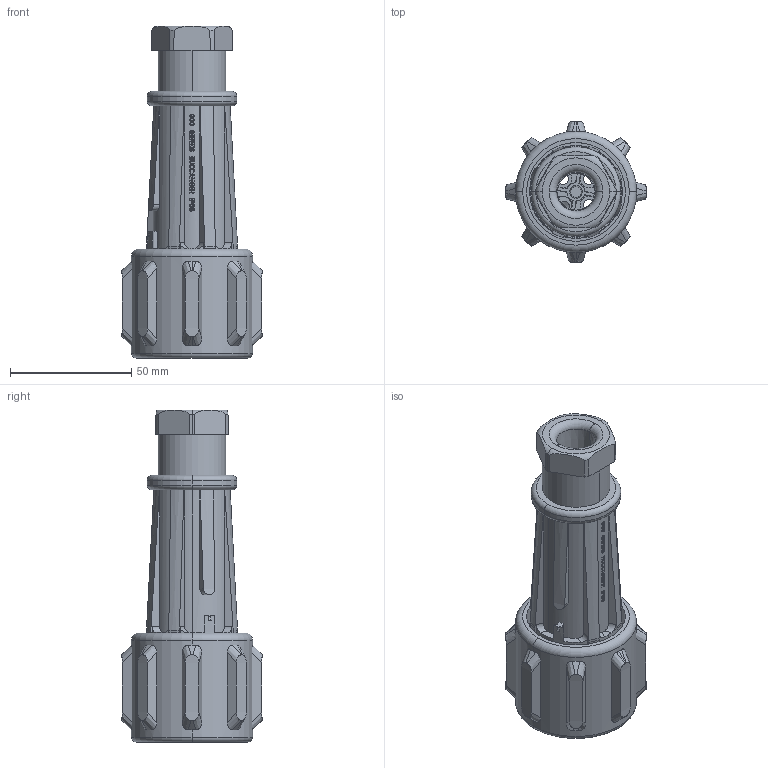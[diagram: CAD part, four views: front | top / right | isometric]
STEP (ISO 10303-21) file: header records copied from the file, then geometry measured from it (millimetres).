
FILE_DESCRIPTION(('STEP AP242'),'1');
FILE_NAME('px0911-04-s.stp','2023-02-15T14:35:19',('TraceParts'),('TraceParts S.A.'),'Spatial InterOp 3D',' ',' ');
FILE_SCHEMA(('AP242_MANAGED_MODEL_BASED_3D_ENGINEERING_MIM_LF {1 0 10303 442 1 1 4}'));
Length unit declared in the file: millimetre
Products named in the file (1): px0911-04-s_1
Bounding box: 58 x 58 x 137.1 mm (x, y, z)
Volume: 114451.9 mm3; surface area: 63049.6 mm2
Topology: 2 solids, 2 shells, 3958 faces, 11170 edges, 7424 vertices
Faces by surface type: plane 3542, cylinder 194, cone 130, bspline 57, torus 31, sphere 4
Entity records: 134926 total; most frequent: CARTESIAN_POINT 35967, ORIENTED_EDGE 22332, DIRECTION 17761, EDGE_CURVE 11166, LINE 7937, VECTOR 7937, VERTEX_POINT 7424, AXIS2_PLACEMENT_3D 4912
